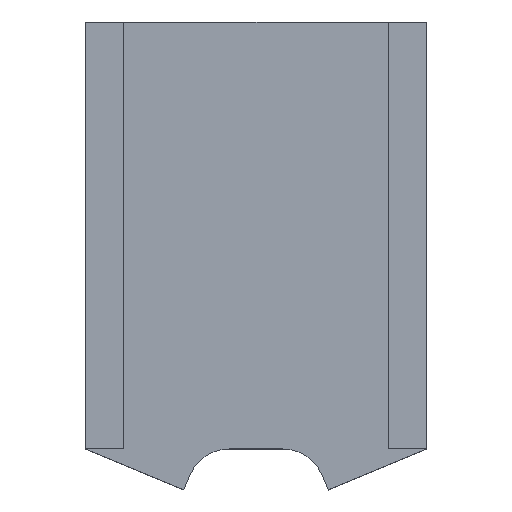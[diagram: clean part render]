
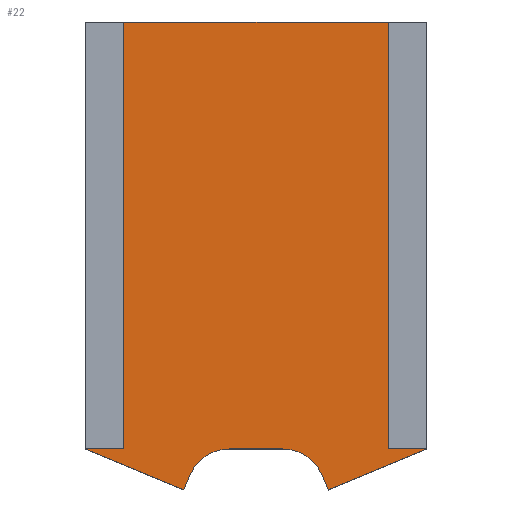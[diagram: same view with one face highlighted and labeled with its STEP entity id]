
A CAD part, top view. The second image highlights one B-rep face of the part: STEP entity #22.
In plain terms, the highlighted planar face has unit normal (0, 0, 1).
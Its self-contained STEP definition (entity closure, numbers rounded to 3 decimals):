
#3 = CARTESIAN_POINT ( 'NONE',  ( 7.1, -10., 1. ) ) ;
#8 = CARTESIAN_POINT ( 'NONE',  ( 2.45, -10.617, 1. ) ) ;
#17 = EDGE_CURVE ( 'NONE', #123, #925, #320, .T. ) ;
#18 = DIRECTION ( 'NONE',  ( -0.383, 0.924, 0. ) ) ;
#22 = ADVANCED_FACE ( 'NONE', ( #154 ), #735, .T. ) ;
#25 = EDGE_CURVE ( 'NONE', #49, #417, #170, .T. ) ;
#27 = CIRCLE ( 'NONE', #289, 1. ) ;
#30 = LINE ( 'NONE', #104, #887 ) ;
#39 = DIRECTION ( 'NONE',  ( 1., 0., 0. ) ) ;
#42 = VECTOR ( 'NONE', #1072, 1000. ) ;
#49 = VERTEX_POINT ( 'NONE', #1070 ) ;
#70 = EDGE_CURVE ( 'NONE', #312, #302, #259, .T. ) ;
#71 = DIRECTION ( 'NONE',  ( 0., -1., 0. ) ) ;
#79 = CARTESIAN_POINT ( 'NONE',  ( 0.9, -10., 1. ) ) ;
#86 = DIRECTION ( 'NONE',  ( 0., 0., -1. ) ) ;
#91 = DIRECTION ( 'NONE',  ( -0.924, -0.383, 0. ) ) ;
#94 = VERTEX_POINT ( 'NONE', #918 ) ;
#104 = CARTESIAN_POINT ( 'NONE',  ( 8., -10., 1. ) ) ;
#122 = VECTOR ( 'NONE', #71, 1000. ) ;
#123 = VERTEX_POINT ( 'NONE', #663 ) ;
#132 = CARTESIAN_POINT ( 'NONE',  ( 5.55, -10.617, 1. ) ) ;
#154 = FACE_OUTER_BOUND ( 'NONE', #223, .T. ) ;
#170 = LINE ( 'NONE', #803, #805 ) ;
#182 = ORIENTED_EDGE ( 'NONE', *, *, #340, .T. ) ;
#184 = VERTEX_POINT ( 'NONE', #3 ) ;
#212 = CARTESIAN_POINT ( 'NONE',  ( 4.626, -11., 1. ) ) ;
#223 = EDGE_LOOP ( 'NONE', ( #645, #544, #791, #310, #874, #1018, #970, #957, #666, #714, #552, #182 ) ) ;
#224 = EDGE_CURVE ( 'NONE', #246, #49, #1028, .T. ) ;
#239 = EDGE_CURVE ( 'NONE', #554, #366, #30, .T. ) ;
#246 = VERTEX_POINT ( 'NONE', #8 ) ;
#251 = DIRECTION ( 'NONE',  ( 1., 0., 0. ) ) ;
#258 = VECTOR ( 'NONE', #39, 1000. ) ;
#259 = LINE ( 'NONE', #79, #42 ) ;
#289 = AXIS2_PLACEMENT_3D ( 'NONE', #212, #357, #891 ) ;
#302 = VERTEX_POINT ( 'NONE', #678 ) ;
#307 = AXIS2_PLACEMENT_3D ( 'NONE', #584, #86, #251 ) ;
#310 = ORIENTED_EDGE ( 'NONE', *, *, #224, .F. ) ;
#312 = VERTEX_POINT ( 'NONE', #612 ) ;
#320 = LINE ( 'NONE', #478, #122 ) ;
#340 = EDGE_CURVE ( 'NONE', #94, #123, #1077, .T. ) ;
#357 = DIRECTION ( 'NONE',  ( 0., 0., -1. ) ) ;
#360 = LINE ( 'NONE', #497, #825 ) ;
#362 = VECTOR ( 'NONE', #1036, 1000. ) ;
#366 = VERTEX_POINT ( 'NONE', #542 ) ;
#384 = DIRECTION ( 'NONE',  ( -0.924, 0.383, 0. ) ) ;
#398 = LINE ( 'NONE', #859, #549 ) ;
#411 = CIRCLE ( 'NONE', #307, 1. ) ;
#417 = VERTEX_POINT ( 'NONE', #690 ) ;
#427 = DIRECTION ( 'NONE',  ( -0.383, -0.924, 0. ) ) ;
#434 = DIRECTION ( 'NONE',  ( 0., 1., 0. ) ) ;
#463 = CARTESIAN_POINT ( 'NONE',  ( 0., -10., 1. ) ) ;
#478 = CARTESIAN_POINT ( 'NONE',  ( 0.9, 0., 1. ) ) ;
#497 = CARTESIAN_POINT ( 'NONE',  ( 7.1, 0., 1. ) ) ;
#504 = EDGE_CURVE ( 'NONE', #417, #925, #576, .T. ) ;
#528 = VERTEX_POINT ( 'NONE', #132 ) ;
#537 = LINE ( 'NONE', #785, #258 ) ;
#542 = CARTESIAN_POINT ( 'NONE',  ( 5.69, -10.957, 1. ) ) ;
#544 = ORIENTED_EDGE ( 'NONE', *, *, #504, .F. ) ;
#549 = VECTOR ( 'NONE', #18, 1000. ) ;
#552 = ORIENTED_EDGE ( 'NONE', *, *, #821, .T. ) ;
#554 = VERTEX_POINT ( 'NONE', #1046 ) ;
#576 = LINE ( 'NONE', #463, #802 ) ;
#584 = CARTESIAN_POINT ( 'NONE',  ( 3.374, -11., 1. ) ) ;
#612 = CARTESIAN_POINT ( 'NONE',  ( 3.374, -10., 1. ) ) ;
#615 = CARTESIAN_POINT ( 'NONE',  ( 0.9, 0., 1. ) ) ;
#645 = ORIENTED_EDGE ( 'NONE', *, *, #17, .T. ) ;
#646 = AXIS2_PLACEMENT_3D ( 'NONE', #1058, #715, #798 ) ;
#663 = CARTESIAN_POINT ( 'NONE',  ( 0.9, 0., 1. ) ) ;
#666 = ORIENTED_EDGE ( 'NONE', *, *, #239, .F. ) ;
#678 = CARTESIAN_POINT ( 'NONE',  ( 4.626, -10., 1. ) ) ;
#690 = CARTESIAN_POINT ( 'NONE',  ( 0., -10., 1. ) ) ;
#714 = ORIENTED_EDGE ( 'NONE', *, *, #1005, .F. ) ;
#715 = DIRECTION ( 'NONE',  ( 0., 0., 1. ) ) ;
#735 = PLANE ( 'NONE',  #646 ) ;
#760 = CARTESIAN_POINT ( 'NONE',  ( 0.9, -10., 1. ) ) ;
#785 = CARTESIAN_POINT ( 'NONE',  ( 0., -10., 1. ) ) ;
#791 = ORIENTED_EDGE ( 'NONE', *, *, #25, .F. ) ;
#798 = DIRECTION ( 'NONE',  ( 1., 0., 0. ) ) ;
#802 = VECTOR ( 'NONE', #886, 1000. ) ;
#803 = CARTESIAN_POINT ( 'NONE',  ( 0., -10., 1. ) ) ;
#805 = VECTOR ( 'NONE', #384, 1000. ) ;
#817 = EDGE_CURVE ( 'NONE', #246, #312, #411, .T. ) ;
#821 = EDGE_CURVE ( 'NONE', #184, #94, #360, .T. ) ;
#825 = VECTOR ( 'NONE', #434, 1000. ) ;
#829 = VECTOR ( 'NONE', #427, 1000. ) ;
#843 = CARTESIAN_POINT ( 'NONE',  ( 2.31, -10.957, 1. ) ) ;
#859 = CARTESIAN_POINT ( 'NONE',  ( 4., -6.876, 1. ) ) ;
#874 = ORIENTED_EDGE ( 'NONE', *, *, #817, .T. ) ;
#880 = EDGE_CURVE ( 'NONE', #366, #528, #398, .T. ) ;
#886 = DIRECTION ( 'NONE',  ( 1., 0., 0. ) ) ;
#887 = VECTOR ( 'NONE', #91, 1000. ) ;
#891 = DIRECTION ( 'NONE',  ( 1., 0., 0. ) ) ;
#918 = CARTESIAN_POINT ( 'NONE',  ( 7.1, 0., 1. ) ) ;
#925 = VERTEX_POINT ( 'NONE', #760 ) ;
#957 = ORIENTED_EDGE ( 'NONE', *, *, #880, .F. ) ;
#970 = ORIENTED_EDGE ( 'NONE', *, *, #1047, .T. ) ;
#1005 = EDGE_CURVE ( 'NONE', #184, #554, #537, .T. ) ;
#1018 = ORIENTED_EDGE ( 'NONE', *, *, #70, .T. ) ;
#1028 = LINE ( 'NONE', #843, #829 ) ;
#1036 = DIRECTION ( 'NONE',  ( -1., 0., 0. ) ) ;
#1046 = CARTESIAN_POINT ( 'NONE',  ( 8., -10., 1. ) ) ;
#1047 = EDGE_CURVE ( 'NONE', #302, #528, #27, .T. ) ;
#1058 = CARTESIAN_POINT ( 'NONE',  ( 0., 0., 1. ) ) ;
#1070 = CARTESIAN_POINT ( 'NONE',  ( 2.31, -10.957, 1. ) ) ;
#1072 = DIRECTION ( 'NONE',  ( 1., 0., 0. ) ) ;
#1077 = LINE ( 'NONE', #615, #362 ) ;
